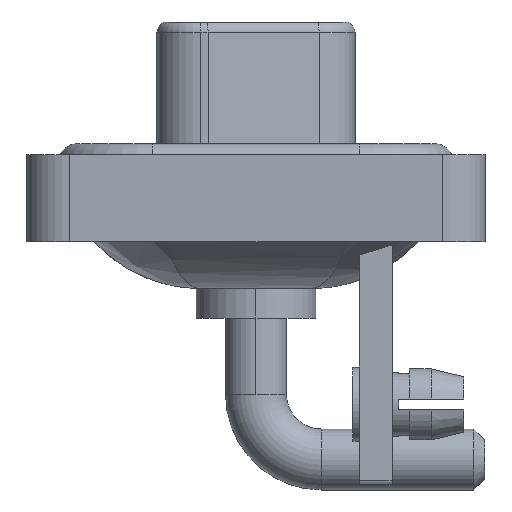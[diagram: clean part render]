
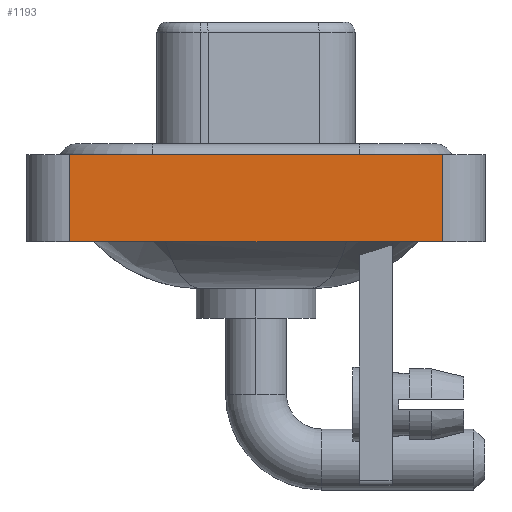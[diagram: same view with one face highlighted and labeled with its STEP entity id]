
A CAD part, left-side view. The second image highlights one B-rep face of the part: STEP entity #1193.
In plain terms, the highlighted planar face has unit normal (-1, 0, 0).
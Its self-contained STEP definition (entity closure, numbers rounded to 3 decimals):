
#613 = FACE_OUTER_BOUND ( 'NONE', #10528, .T. ) ;
#710 = DIRECTION ( 'NONE',  ( 0., 0., 1. ) ) ;
#801 = CARTESIAN_POINT ( 'NONE',  ( -7.25, 8.55, 0.4 ) ) ;
#814 = CARTESIAN_POINT ( 'NONE',  ( -7.25, 8.55, -3.6 ) ) ;
#1004 = VECTOR ( 'NONE', #11506, 1000. ) ;
#1193 = ADVANCED_FACE ( 'NONE', ( #613 ), #13014, .T. ) ;
#2370 = LINE ( 'NONE', #814, #1004 ) ;
#2494 = ORIENTED_EDGE ( 'NONE', *, *, #20112, .T. ) ;
#2530 = VERTEX_POINT ( 'NONE', #801 ) ;
#2639 = ORIENTED_EDGE ( 'NONE', *, *, #13224, .F. ) ;
#3843 = DIRECTION ( 'NONE',  ( 0., -1., 0. ) ) ;
#3916 = EDGE_CURVE ( 'NONE', #2530, #11850, #6483, .T. ) ;
#4498 = DIRECTION ( 'NONE',  ( 0., 0., 1. ) ) ;
#5253 = DIRECTION ( 'NONE',  ( -1., 0., 0. ) ) ;
#5404 = VECTOR ( 'NONE', #4498, 1000. ) ;
#5487 = LINE ( 'NONE', #7112, #10048 ) ;
#6144 = VERTEX_POINT ( 'NONE', #13916 ) ;
#6479 = CARTESIAN_POINT ( 'NONE',  ( -7.25, 8.55, -3.6 ) ) ;
#6483 = LINE ( 'NONE', #11201, #19719 ) ;
#7112 = CARTESIAN_POINT ( 'NONE',  ( -7.25, -8.55, -3.6 ) ) ;
#7369 = DIRECTION ( 'NONE',  ( 0., -1., 0. ) ) ;
#7595 = ORIENTED_EDGE ( 'NONE', *, *, #9588, .T. ) ;
#7712 = AXIS2_PLACEMENT_3D ( 'NONE', #11691, #5253, #710 ) ;
#9153 = CARTESIAN_POINT ( 'NONE',  ( -7.25, -8.55, 0.4 ) ) ;
#9588 = EDGE_CURVE ( 'NONE', #6144, #11850, #17291, .T. ) ;
#10048 = VECTOR ( 'NONE', #3843, 1000. ) ;
#10528 = EDGE_LOOP ( 'NONE', ( #7595, #17975, #2639, #2494 ) ) ;
#11201 = CARTESIAN_POINT ( 'NONE',  ( -7.25, -8.55, 0.4 ) ) ;
#11506 = DIRECTION ( 'NONE',  ( 0., 0., 1. ) ) ;
#11691 = CARTESIAN_POINT ( 'NONE',  ( -7.25, -8.55, -3.6 ) ) ;
#11850 = VERTEX_POINT ( 'NONE', #9153 ) ;
#12278 = VERTEX_POINT ( 'NONE', #6479 ) ;
#13014 = PLANE ( 'NONE',  #7712 ) ;
#13224 = EDGE_CURVE ( 'NONE', #12278, #2530, #2370, .T. ) ;
#13916 = CARTESIAN_POINT ( 'NONE',  ( -7.25, -8.55, -3.6 ) ) ;
#17291 = LINE ( 'NONE', #18425, #5404 ) ;
#17975 = ORIENTED_EDGE ( 'NONE', *, *, #3916, .F. ) ;
#18425 = CARTESIAN_POINT ( 'NONE',  ( -7.25, -8.55, -3.6 ) ) ;
#19719 = VECTOR ( 'NONE', #7369, 1000. ) ;
#20112 = EDGE_CURVE ( 'NONE', #12278, #6144, #5487, .T. ) ;
